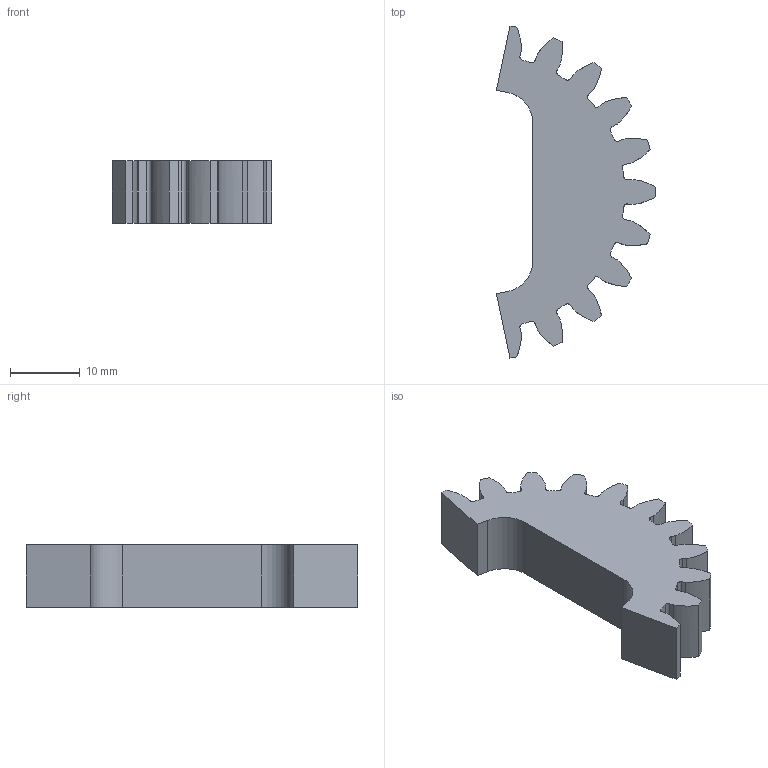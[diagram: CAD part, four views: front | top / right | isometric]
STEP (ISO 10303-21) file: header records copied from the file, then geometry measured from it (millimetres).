
FILE_DESCRIPTION(/* description */ (''),/* implementation_level */ '2;1');
FILE_NAME(/* name */ 'M2BaseGear.step',/* time_stamp */ '2023-10-09T12:33:23-05:00',/* author */ (''),/* organization */ (''),/* preprocessor_version */ 'ST-DEVELOPER v20',/* originating_system */ 'Autodesk Translation Framework v12.14.0.127',/* authorisation */ '');
FILE_SCHEMA (('AUTOMOTIVE_DESIGN { 1 0 10303 214 3 1 1 }'));
Length unit declared in the file: millimetre
Products named in the file (1): M2BaseGear
Bounding box: 22.84 x 47.6 x 9 mm (x, y, z)
Volume: 4907.1 mm3; surface area: 2722.1 mm2
Topology: 1 solids, 1 shells, 90 faces, 264 edges, 176 vertices
Faces by surface type: cylinder 43, plane 27, bspline 20
Entity records: 8847 total; most frequent: CARTESIAN_POINT 6471, ORIENTED_EDGE 528, DIRECTION 452, EDGE_CURVE 264, VERTEX_POINT 176, AXIS2_PLACEMENT_3D 157, LINE 138, VECTOR 138
